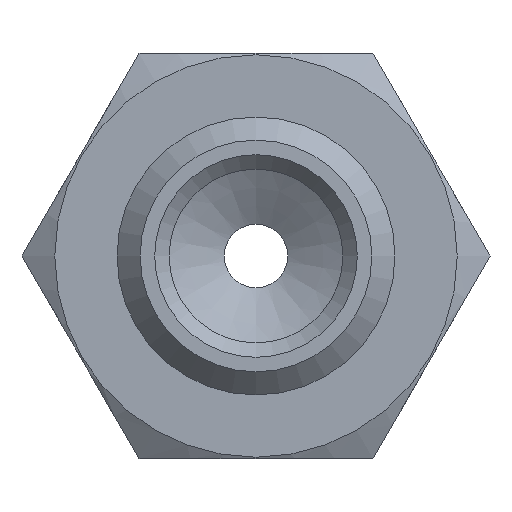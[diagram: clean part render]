
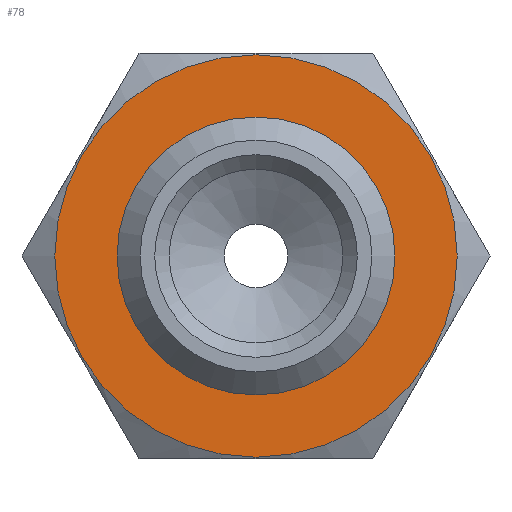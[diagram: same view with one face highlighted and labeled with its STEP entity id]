
A CAD part, front view. The second image highlights one B-rep face of the part: STEP entity #78.
In plain terms, the highlighted planar face has unit normal (0, -1, 0).
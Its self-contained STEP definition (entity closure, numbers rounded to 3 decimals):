
#78 = ADVANCED_FACE( 'NONE', ( #175, #176 ), #177, .T. );
#175 = FACE_OUTER_BOUND( '', #292, .T. );
#176 = FACE_BOUND( '', #293, .T. );
#177 = PLANE( '', #294 );
#292 = EDGE_LOOP( '', ( #534 ) );
#293 = EDGE_LOOP( '', ( #535 ) );
#294 = AXIS2_PLACEMENT_3D( '', #536, #537, #538 );
#534 = ORIENTED_EDGE( '', *, *, #691, .T. );
#535 = ORIENTED_EDGE( '', *, *, #692, .F. );
#536 = CARTESIAN_POINT( '', ( 4.8, 6., 0. ) );
#537 = DIRECTION( '', ( 0., -1., 0. ) );
#538 = DIRECTION( '', ( 0., 0., -1. ) );
#691 = EDGE_CURVE( 'NONE', #827, #827, #828, .T. );
#692 = EDGE_CURVE( 'NONE', #829, #829, #830, .T. );
#827 = VERTEX_POINT( '', #1245 );
#828 = CIRCLE( '', #1246, 6.95 );
#829 = VERTEX_POINT( '', #1247 );
#830 = CIRCLE( '', #1248, 4.8 );
#1245 = CARTESIAN_POINT( '', ( 0., 6., -6.95 ) );
#1246 = AXIS2_PLACEMENT_3D( '', #1377, #1378, #1379 );
#1247 = CARTESIAN_POINT( '', ( 0., 6., -4.8 ) );
#1248 = AXIS2_PLACEMENT_3D( '', #1380, #1381, #1382 );
#1377 = CARTESIAN_POINT( '', ( 0., 6., 0. ) );
#1378 = DIRECTION( '', ( 0., -1., 0. ) );
#1379 = DIRECTION( '', ( 0., 0., -1. ) );
#1380 = CARTESIAN_POINT( '', ( 0., 6., 0. ) );
#1381 = DIRECTION( '', ( 0., -1., 0. ) );
#1382 = DIRECTION( '', ( 0., 0., -1. ) );
